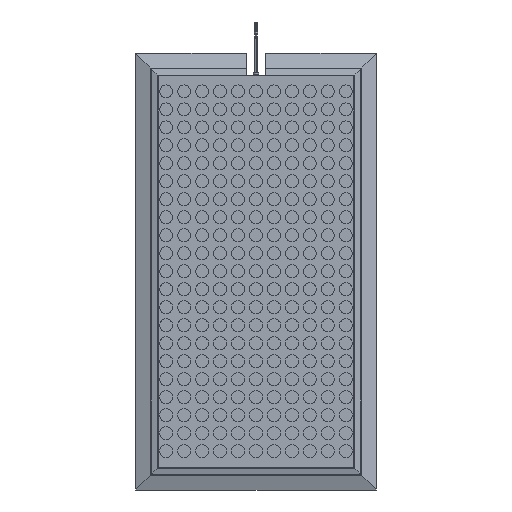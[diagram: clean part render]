
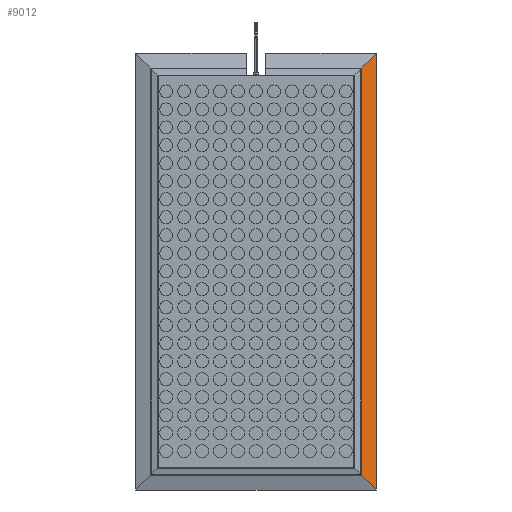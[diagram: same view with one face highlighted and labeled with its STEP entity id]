
A CAD part, top view. The second image highlights one B-rep face of the part: STEP entity #9012.
In plain terms, the highlighted planar face has unit normal (0.331, 0, 0.944).
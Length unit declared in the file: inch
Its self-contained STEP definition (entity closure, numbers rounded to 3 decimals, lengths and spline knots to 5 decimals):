
#418 = CARTESIAN_POINT ( 'NONE',  ( 6.48633, -12.48633, 0.31317 ) ) ;
#1048 = VECTOR ( 'NONE', #16860, 39.37008 ) ;
#1818 = VECTOR ( 'NONE', #1931, 39.37008 ) ;
#1860 = CARTESIAN_POINT ( 'NONE',  ( 6.48633, 12.48633, 0.31317 ) ) ;
#1931 = DIRECTION ( 'NONE',  ( 0., -1., 0. ) ) ;
#2285 = VERTEX_POINT ( 'NONE', #21972 ) ;
#2337 = CARTESIAN_POINT ( 'NONE',  ( 6.48633, 12.48633, 0.31317 ) ) ;
#2523 = VERTEX_POINT ( 'NONE', #2337 ) ;
#4543 = CARTESIAN_POINT ( 'NONE',  ( 6.48633, -13.45822, 0.31317 ) ) ;
#4641 = VECTOR ( 'NONE', #21468, 39.37008 ) ;
#5336 = VERTEX_POINT ( 'NONE', #12383 ) ;
#7371 = CARTESIAN_POINT ( 'NONE',  ( 6.48633, -6.72911, 0.31317 ) ) ;
#7797 = LINE ( 'NONE', #1860, #15743 ) ;
#8138 = DIRECTION ( 'NONE',  ( 0.943, 0., -0.331 ) ) ;
#8614 = DIRECTION ( 'NONE',  ( 0.331, 0., 0.943 ) ) ;
#8630 = VERTEX_POINT ( 'NONE', #418 ) ;
#9012 = ADVANCED_FACE ( 'NONE', ( #17812 ), #14208, .T. ) ;
#9144 = ORIENTED_EDGE ( 'NONE', *, *, #23803, .F. ) ;
#9291 = CARTESIAN_POINT ( 'NONE',  ( 7.37795, -13.37795, 0. ) ) ;
#9367 = ORIENTED_EDGE ( 'NONE', *, *, #24034, .F. ) ;
#9655 = DIRECTION ( 'NONE',  ( 0.686, 0.686, -0.241 ) ) ;
#10406 = CARTESIAN_POINT ( 'NONE',  ( 7.37795, 0., 0. ) ) ;
#12005 = EDGE_CURVE ( 'NONE', #2285, #8630, #23921, .T. ) ;
#12071 = ORIENTED_EDGE ( 'NONE', *, *, #14780, .T. ) ;
#12383 = CARTESIAN_POINT ( 'NONE',  ( 7.37795, 13.37795, 0. ) ) ;
#14208 = PLANE ( 'NONE',  #16781 ) ;
#14780 = EDGE_CURVE ( 'NONE', #2523, #8630, #20648, .T. ) ;
#15743 = VECTOR ( 'NONE', #9655, 39.37008 ) ;
#16781 = AXIS2_PLACEMENT_3D ( 'NONE', #4543, #8614, #8138 ) ;
#16860 = DIRECTION ( 'NONE',  ( -0.686, 0.686, 0.241 ) ) ;
#17812 = FACE_OUTER_BOUND ( 'NONE', #21498, .T. ) ;
#20648 = LINE ( 'NONE', #7371, #1818 ) ;
#21468 = DIRECTION ( 'NONE',  ( 0., -1., 0. ) ) ;
#21498 = EDGE_LOOP ( 'NONE', ( #9144, #9367, #12071, #24144 ) ) ;
#21972 = CARTESIAN_POINT ( 'NONE',  ( 7.37795, -13.37795, 0. ) ) ;
#23441 = LINE ( 'NONE', #10406, #4641 ) ;
#23803 = EDGE_CURVE ( 'NONE', #5336, #2285, #23441, .T. ) ;
#23921 = LINE ( 'NONE', #9291, #1048 ) ;
#24034 = EDGE_CURVE ( 'NONE', #2523, #5336, #7797, .T. ) ;
#24144 = ORIENTED_EDGE ( 'NONE', *, *, #12005, .F. ) ;
